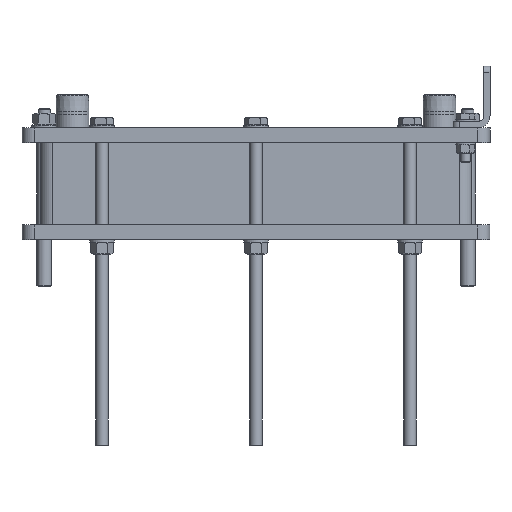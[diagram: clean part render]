
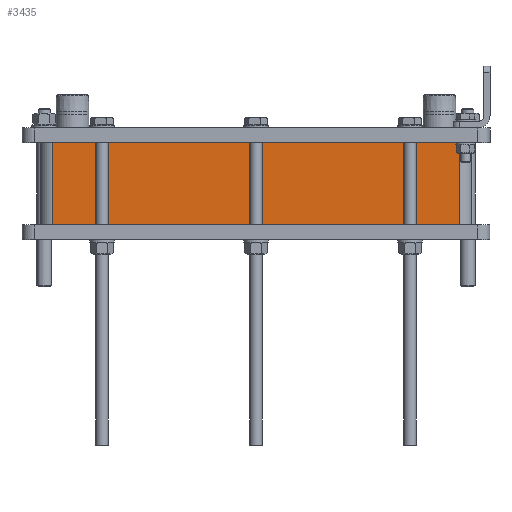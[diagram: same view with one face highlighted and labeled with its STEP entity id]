
A CAD part, left-side view. The second image highlights one B-rep face of the part: STEP entity #3435.
In plain terms, the highlighted planar face has unit normal (-1, 0, 0).
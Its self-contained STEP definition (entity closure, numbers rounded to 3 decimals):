
#467=PLANE('',#4114);
#640=FACE_OUTER_BOUND('',#884,.T.);
#884=EDGE_LOOP('',(#3092,#3093,#3094,#3095));
#1055=LINE('',#6342,#1241);
#1063=LINE('',#6366,#1249);
#1065=LINE('',#6372,#1251);
#1066=LINE('',#6373,#1252);
#1241=VECTOR('',#5095,10.);
#1249=VECTOR('',#5117,10.);
#1251=VECTOR('',#5123,10.);
#1252=VECTOR('',#5124,10.);
#1769=VERTEX_POINT('',#6339);
#1770=VERTEX_POINT('',#6341);
#1779=VERTEX_POINT('',#6365);
#1781=VERTEX_POINT('',#6371);
#2209=EDGE_CURVE('',#1769,#1770,#1055,.T.);
#2221=EDGE_CURVE('',#1770,#1779,#1063,.T.);
#2224=EDGE_CURVE('',#1781,#1769,#1065,.T.);
#2225=EDGE_CURVE('',#1781,#1779,#1066,.T.);
#3092=ORIENTED_EDGE('',*,*,#2221,.F.);
#3093=ORIENTED_EDGE('',*,*,#2209,.F.);
#3094=ORIENTED_EDGE('',*,*,#2224,.F.);
#3095=ORIENTED_EDGE('',*,*,#2225,.T.);
#3435=ADVANCED_FACE('',(#640),#467,.T.);
#4114=AXIS2_PLACEMENT_3D('',#6370,#5121,#5122);
#5095=DIRECTION('',(0.,-1.,0.));
#5117=DIRECTION('',(0.,0.,-1.));
#5121=DIRECTION('center_axis',(-1.,0.,0.));
#5122=DIRECTION('ref_axis',(0.,-1.,0.));
#5123=DIRECTION('',(0.,0.,1.));
#5124=DIRECTION('',(0.,-1.,0.));
#6339=CARTESIAN_POINT('',(-51.,165.,66.7));
#6341=CARTESIAN_POINT('',(-51.,-165.,66.7));
#6342=CARTESIAN_POINT('',(-51.,175.,66.7));
#6365=CARTESIAN_POINT('',(-51.,-165.,0.));
#6366=CARTESIAN_POINT('',(-51.,-165.,0.));
#6370=CARTESIAN_POINT('Origin',(-51.,0.,0.));
#6371=CARTESIAN_POINT('',(-51.,165.,0.));
#6372=CARTESIAN_POINT('',(-51.,165.,0.));
#6373=CARTESIAN_POINT('',(-51.,175.,0.));
